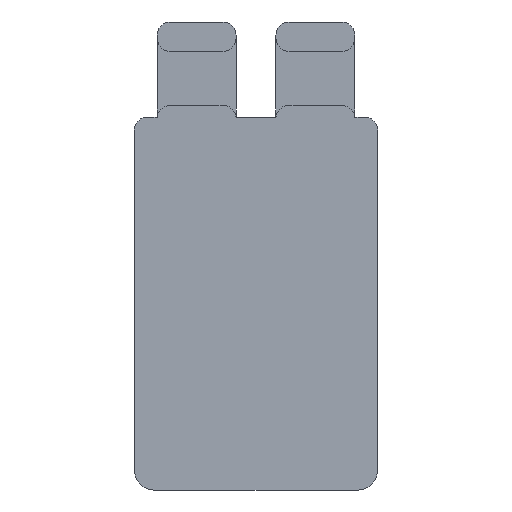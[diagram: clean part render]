
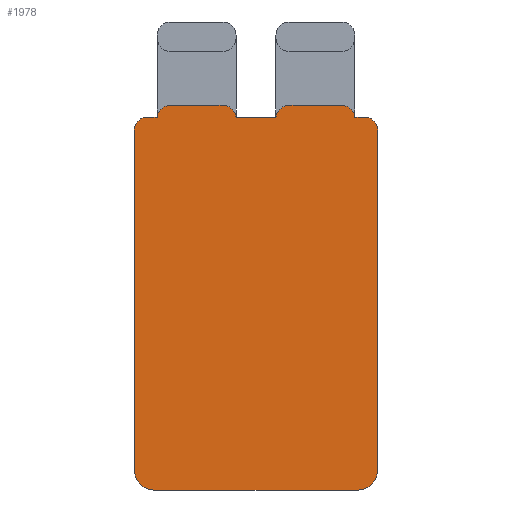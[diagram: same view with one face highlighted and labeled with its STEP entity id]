
A CAD part, front view. The second image highlights one B-rep face of the part: STEP entity #1978.
In plain terms, the highlighted planar face has unit normal (0, -1, 0).
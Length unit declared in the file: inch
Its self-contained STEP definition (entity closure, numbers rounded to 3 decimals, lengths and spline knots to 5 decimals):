
#26 = CARTESIAN_POINT ( 'NONE',  ( 1.6669, -0.00116, 0.22703 ) ) ;
#45 = CARTESIAN_POINT ( 'NONE',  ( 1.8669, -0.00116, -5.19998 ) ) ;
#93 = ORIENTED_EDGE ( 'NONE', *, *, #1728, .F. ) ;
#126 = VERTEX_POINT ( 'NONE', #4014 ) ;
#146 = CARTESIAN_POINT ( 'NONE',  ( -1.5669, -0.00116, -5.49998 ) ) ;
#194 = VERTEX_POINT ( 'NONE', #45 ) ;
#200 = ORIENTED_EDGE ( 'NONE', *, *, #1691, .T. ) ;
#255 = DIRECTION ( 'NONE',  ( 0.995, 0., 0.1 ) ) ;
#259 = AXIS2_PLACEMENT_3D ( 'NONE', #3302, #5780, #5295 ) ;
#306 = DIRECTION ( 'NONE',  ( 0., -1., 0. ) ) ;
#315 = ORIENTED_EDGE ( 'NONE', *, *, #5051, .T. ) ;
#323 = EDGE_CURVE ( 'NONE', #3038, #4723, #6224, .T. ) ;
#373 = CARTESIAN_POINT ( 'NONE',  ( 1.5169, -0.00116, 0.22703 ) ) ;
#400 = VECTOR ( 'NONE', #1819, 39.37008 ) ;
#439 = CARTESIAN_POINT ( 'NONE',  ( -1.8669, -0.00116, 0.02703 ) ) ;
#459 = DIRECTION ( 'NONE',  ( -1., 0., 0. ) ) ;
#502 = AXIS2_PLACEMENT_3D ( 'NONE', #6245, #4297, #4199 ) ;
#512 = CIRCLE ( 'NONE', #4140, 0.2 ) ;
#701 = CARTESIAN_POINT ( 'NONE',  ( 1.5669, -0.00116, -5.49998 ) ) ;
#705 = PLANE ( 'NONE',  #259 ) ;
#712 = ORIENTED_EDGE ( 'NONE', *, *, #1250, .F. ) ;
#733 = ORIENTED_EDGE ( 'NONE', *, *, #4344, .F. ) ;
#780 = VERTEX_POINT ( 'NONE', #3275 ) ;
#792 = CARTESIAN_POINT ( 'NONE',  ( -1.6669, -0.00116, 0.22703 ) ) ;
#942 = CARTESIAN_POINT ( 'NONE',  ( -0.3069, -0.00116, 0.22703 ) ) ;
#983 = CARTESIAN_POINT ( 'NONE',  ( 1.5669, -0.00116, -5.19998 ) ) ;
#1065 = CARTESIAN_POINT ( 'NONE',  ( 0.5059, -0.00116, 0.40703 ) ) ;
#1250 = EDGE_CURVE ( 'NONE', #126, #5555, #4366, .T. ) ;
#1292 = CIRCLE ( 'NONE', #3155, 0.3 ) ;
#1351 = EDGE_CURVE ( 'NONE', #4862, #5273, #512, .T. ) ;
#1471 = EDGE_CURVE ( 'NONE', #5314, #780, #5044, .T. ) ;
#1580 = DIRECTION ( 'NONE',  ( -1., 0., 0. ) ) ;
#1631 = AXIS2_PLACEMENT_3D ( 'NONE', #3664, #2271, #255 ) ;
#1659 = CARTESIAN_POINT ( 'NONE',  ( 0.5059, -0.00116, 0.20703 ) ) ;
#1691 = EDGE_CURVE ( 'NONE', #126, #2446, #1292, .T. ) ;
#1728 = EDGE_CURVE ( 'NONE', #3038, #3458, #2368, .T. ) ;
#1731 = CARTESIAN_POINT ( 'NONE',  ( -1.6669, -0.00116, 0.22703 ) ) ;
#1740 = AXIS2_PLACEMENT_3D ( 'NONE', #4765, #306, #2284 ) ;
#1819 = DIRECTION ( 'NONE',  ( -1., 0., 0. ) ) ;
#1822 = DIRECTION ( 'NONE',  ( -1., 0., 0. ) ) ;
#1860 = ORIENTED_EDGE ( 'NONE', *, *, #1471, .T. ) ;
#1894 = ORIENTED_EDGE ( 'NONE', *, *, #1351, .T. ) ;
#1941 = VECTOR ( 'NONE', #3292, 39.37008 ) ;
#1978 = ADVANCED_FACE ( 'NONE', ( #3695 ), #705, .F. ) ;
#2021 = LINE ( 'NONE', #5082, #4865 ) ;
#2057 = CIRCLE ( 'NONE', #1740, 0.2 ) ;
#2059 = CIRCLE ( 'NONE', #502, 0.2 ) ;
#2113 = DIRECTION ( 'NONE',  ( 0., 0., 1. ) ) ;
#2229 = AXIS2_PLACEMENT_3D ( 'NONE', #6079, #4100, #4566 ) ;
#2271 = DIRECTION ( 'NONE',  ( 0., -1., 0. ) ) ;
#2284 = DIRECTION ( 'NONE',  ( 0., 0., 1. ) ) ;
#2321 = LINE ( 'NONE', #2808, #4232 ) ;
#2368 = LINE ( 'NONE', #2891, #4530 ) ;
#2384 = DIRECTION ( 'NONE',  ( 0., 0., -1. ) ) ;
#2399 = ORIENTED_EDGE ( 'NONE', *, *, #5150, .F. ) ;
#2403 = DIRECTION ( 'NONE',  ( 1., 0., 0. ) ) ;
#2446 = VERTEX_POINT ( 'NONE', #146 ) ;
#2524 = DIRECTION ( 'NONE',  ( 0., 0., 1. ) ) ;
#2589 = VERTEX_POINT ( 'NONE', #1731 ) ;
#2700 = CARTESIAN_POINT ( 'NONE',  ( 1.5669, -0.00116, -5.49998 ) ) ;
#2770 = CIRCLE ( 'NONE', #5171, 0.3 ) ;
#2808 = CARTESIAN_POINT ( 'NONE',  ( -1.3179, -0.00116, 0.40703 ) ) ;
#2809 = ORIENTED_EDGE ( 'NONE', *, *, #4486, .T. ) ;
#2871 = DIRECTION ( 'NONE',  ( 0., -1., 0. ) ) ;
#2891 = CARTESIAN_POINT ( 'NONE',  ( 0.5059, -0.00116, 0.40703 ) ) ;
#2897 = DIRECTION ( 'NONE',  ( 0., -1., 0. ) ) ;
#2960 = CARTESIAN_POINT ( 'NONE',  ( 0.3069, -0.00116, 0.22703 ) ) ;
#3038 = VERTEX_POINT ( 'NONE', #1065 ) ;
#3049 = VECTOR ( 'NONE', #1580, 39.37008 ) ;
#3113 = EDGE_LOOP ( 'NONE', ( #3329, #3842, #712, #200, #2399, #2809, #315, #1894, #6325, #4926, #93, #5867, #4925, #4507, #733, #1860 ) ) ;
#3131 = VERTEX_POINT ( 'NONE', #701 ) ;
#3155 = AXIS2_PLACEMENT_3D ( 'NONE', #4909, #4880, #459 ) ;
#3275 = CARTESIAN_POINT ( 'NONE',  ( -1.5169, -0.00116, 0.22703 ) ) ;
#3292 = DIRECTION ( 'NONE',  ( 1., 0., 0. ) ) ;
#3302 = CARTESIAN_POINT ( 'NONE',  ( 0., -0.00116, 0. ) ) ;
#3329 = ORIENTED_EDGE ( 'NONE', *, *, #4365, .F. ) ;
#3458 = VERTEX_POINT ( 'NONE', #3748 ) ;
#3530 = VERTEX_POINT ( 'NONE', #373 ) ;
#3618 = VECTOR ( 'NONE', #3648, 39.37008 ) ;
#3648 = DIRECTION ( 'NONE',  ( 0., 0., 1. ) ) ;
#3664 = CARTESIAN_POINT ( 'NONE',  ( -0.5059, -0.00116, 0.20703 ) ) ;
#3695 = FACE_OUTER_BOUND ( 'NONE', #3113, .T. ) ;
#3748 = CARTESIAN_POINT ( 'NONE',  ( 1.3179, -0.00116, 0.40703 ) ) ;
#3842 = ORIENTED_EDGE ( 'NONE', *, *, #4717, .T. ) ;
#4014 = CARTESIAN_POINT ( 'NONE',  ( -1.8669, -0.00116, -5.19998 ) ) ;
#4100 = DIRECTION ( 'NONE',  ( 0., -1., 0. ) ) ;
#4115 = LINE ( 'NONE', #26, #3049 ) ;
#4140 = AXIS2_PLACEMENT_3D ( 'NONE', #5015, #2897, #2403 ) ;
#4199 = DIRECTION ( 'NONE',  ( 0.995, 0., 0.1 ) ) ;
#4232 = VECTOR ( 'NONE', #5773, 39.37008 ) ;
#4239 = LINE ( 'NONE', #6225, #5483 ) ;
#4297 = DIRECTION ( 'NONE',  ( 0., -1., 0. ) ) ;
#4312 = LINE ( 'NONE', #792, #1941 ) ;
#4344 = EDGE_CURVE ( 'NONE', #5314, #4708, #2321, .T. ) ;
#4359 = DIRECTION ( 'NONE',  ( 1., 0., 0. ) ) ;
#4365 = EDGE_CURVE ( 'NONE', #2589, #780, #4312, .T. ) ;
#4366 = LINE ( 'NONE', #4850, #3618 ) ;
#4486 = EDGE_CURVE ( 'NONE', #3131, #194, #2770, .T. ) ;
#4507 = ORIENTED_EDGE ( 'NONE', *, *, #5397, .T. ) ;
#4530 = VECTOR ( 'NONE', #4359, 39.37008 ) ;
#4566 = DIRECTION ( 'NONE',  ( 0., 0., 1. ) ) ;
#4664 = EDGE_CURVE ( 'NONE', #4723, #4893, #4239, .T. ) ;
#4708 = VERTEX_POINT ( 'NONE', #5738 ) ;
#4717 = EDGE_CURVE ( 'NONE', #2589, #5555, #2057, .T. ) ;
#4723 = VERTEX_POINT ( 'NONE', #2960 ) ;
#4765 = CARTESIAN_POINT ( 'NONE',  ( -1.6669, -0.00116, 0.02703 ) ) ;
#4850 = CARTESIAN_POINT ( 'NONE',  ( -1.8669, -0.00116, -5.19998 ) ) ;
#4862 = VERTEX_POINT ( 'NONE', #6386 ) ;
#4865 = VECTOR ( 'NONE', #2113, 39.37008 ) ;
#4880 = DIRECTION ( 'NONE',  ( 0., -1., 0. ) ) ;
#4893 = VERTEX_POINT ( 'NONE', #942 ) ;
#4909 = CARTESIAN_POINT ( 'NONE',  ( -1.5669, -0.00116, -5.19998 ) ) ;
#4925 = ORIENTED_EDGE ( 'NONE', *, *, #4664, .T. ) ;
#4926 = ORIENTED_EDGE ( 'NONE', *, *, #5162, .T. ) ;
#4949 = CARTESIAN_POINT ( 'NONE',  ( 1.6669, -0.00116, 0.22703 ) ) ;
#4984 = CARTESIAN_POINT ( 'NONE',  ( -1.3179, -0.00116, 0.40703 ) ) ;
#5015 = CARTESIAN_POINT ( 'NONE',  ( 1.6669, -0.00116, 0.02703 ) ) ;
#5044 = CIRCLE ( 'NONE', #2229, 0.2 ) ;
#5051 = EDGE_CURVE ( 'NONE', #194, #4862, #2021, .T. ) ;
#5082 = CARTESIAN_POINT ( 'NONE',  ( 1.8669, -0.00116, -5.19998 ) ) ;
#5150 = EDGE_CURVE ( 'NONE', #3131, #2446, #5700, .T. ) ;
#5162 = EDGE_CURVE ( 'NONE', #3530, #3458, #2059, .T. ) ;
#5171 = AXIS2_PLACEMENT_3D ( 'NONE', #983, #2871, #2384 ) ;
#5273 = VERTEX_POINT ( 'NONE', #4949 ) ;
#5295 = DIRECTION ( 'NONE',  ( 1., 0., 0. ) ) ;
#5314 = VERTEX_POINT ( 'NONE', #4984 ) ;
#5397 = EDGE_CURVE ( 'NONE', #4893, #4708, #5493, .T. ) ;
#5483 = VECTOR ( 'NONE', #1822, 39.37008 ) ;
#5493 = CIRCLE ( 'NONE', #1631, 0.2 ) ;
#5555 = VERTEX_POINT ( 'NONE', #439 ) ;
#5700 = LINE ( 'NONE', #2700, #400 ) ;
#5738 = CARTESIAN_POINT ( 'NONE',  ( -0.5059, -0.00116, 0.40703 ) ) ;
#5773 = DIRECTION ( 'NONE',  ( 1., 0., 0. ) ) ;
#5780 = DIRECTION ( 'NONE',  ( 0., 1., 0. ) ) ;
#5867 = ORIENTED_EDGE ( 'NONE', *, *, #323, .T. ) ;
#6008 = DIRECTION ( 'NONE',  ( 0., -1., 0. ) ) ;
#6079 = CARTESIAN_POINT ( 'NONE',  ( -1.3179, -0.00116, 0.20703 ) ) ;
#6224 = CIRCLE ( 'NONE', #6440, 0.2 ) ;
#6225 = CARTESIAN_POINT ( 'NONE',  ( 0.3069, -0.00116, 0.22703 ) ) ;
#6245 = CARTESIAN_POINT ( 'NONE',  ( 1.3179, -0.00116, 0.20703 ) ) ;
#6299 = EDGE_CURVE ( 'NONE', #5273, #3530, #4115, .T. ) ;
#6325 = ORIENTED_EDGE ( 'NONE', *, *, #6299, .T. ) ;
#6386 = CARTESIAN_POINT ( 'NONE',  ( 1.8669, -0.00116, 0.02703 ) ) ;
#6440 = AXIS2_PLACEMENT_3D ( 'NONE', #1659, #6008, #2524 ) ;
